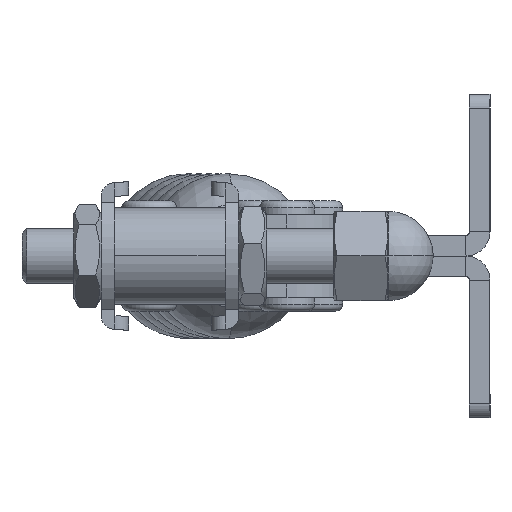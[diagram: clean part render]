
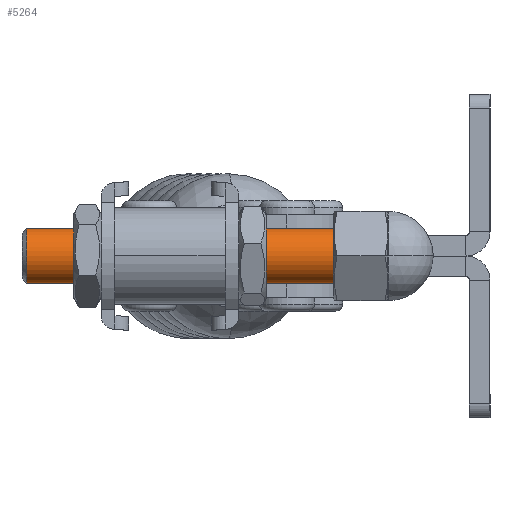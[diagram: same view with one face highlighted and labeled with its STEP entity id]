
A CAD part, left-side view. The second image highlights one B-rep face of the part: STEP entity #5264.
In plain terms, the highlighted cylindrical face has radius 4 mm (diameter 8 mm), a partial arc.
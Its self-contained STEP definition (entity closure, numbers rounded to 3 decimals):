
#2016 = EDGE_CURVE ( 'NONE', #25645, #25655, #28341, .T. ) ;
#2025 = EDGE_CURVE ( 'NONE', #25792, #25649, #28349, .T. ) ;
#2030 = EDGE_CURVE ( 'NONE', #25649, #25645, #28350, .T. ) ;
#2032 = EDGE_CURVE ( 'NONE', #25792, #25655, #28355, .T. ) ;
#4349 = AXIS2_PLACEMENT_3D ( 'NONE', #20299, #20300, #20301 ) ;
#4351 = AXIS2_PLACEMENT_3D ( 'NONE', #20313, #20314, #20315 ) ;
#5264 = ADVANCED_FACE ( 'NONE', ( #10749 ), #10756, .T. ) ;
#8521 = AXIS2_PLACEMENT_3D ( 'NONE', #13889, #13887, #13882 ) ;
#10749 = FACE_OUTER_BOUND ( 'NONE', #22628, .T. ) ;
#10756 = CYLINDRICAL_SURFACE ( 'NONE', #8521, 4. ) ;
#13882 = DIRECTION ( 'NONE',  ( 0., 0., 1. ) ) ;
#13887 = DIRECTION ( 'NONE',  ( -1., 0., 0. ) ) ;
#13889 = CARTESIAN_POINT ( 'NONE',  ( 68.5, 0., 0. ) ) ;
#20213 = CARTESIAN_POINT ( 'NONE',  ( 17.743, 0., -4. ) ) ;
#20217 = CARTESIAN_POINT ( 'NONE',  ( 67.824, 0., -4. ) ) ;
#20223 = CARTESIAN_POINT ( 'NONE',  ( 17.743, 0., 4. ) ) ;
#20280 = DIRECTION ( 'NONE',  ( -1., 0., 0. ) ) ;
#20299 = CARTESIAN_POINT ( 'NONE',  ( 17.743, 0., 0. ) ) ;
#20300 = DIRECTION ( 'NONE',  ( 1., 0., 0. ) ) ;
#20301 = DIRECTION ( 'NONE',  ( 0., 0., -1. ) ) ;
#20312 = CARTESIAN_POINT ( 'NONE',  ( 68.5, 0., -4. ) ) ;
#20313 = CARTESIAN_POINT ( 'NONE',  ( 67.824, 0., 0. ) ) ;
#20314 = DIRECTION ( 'NONE',  ( -1., 0., 0. ) ) ;
#20315 = DIRECTION ( 'NONE',  ( 0., 0., -1. ) ) ;
#20316 = DIRECTION ( 'NONE',  ( -1., 0., 0. ) ) ;
#20317 = CARTESIAN_POINT ( 'NONE',  ( 68.5, 0., 4. ) ) ;
#22628 = EDGE_LOOP ( 'NONE', ( #25276, #25278, #25291, #25190 ) ) ;
#23422 = CARTESIAN_POINT ( 'NONE',  ( 67.824, 0., 4. ) ) ;
#25190 = ORIENTED_EDGE ( 'NONE', *, *, #2032, .F. ) ;
#25276 = ORIENTED_EDGE ( 'NONE', *, *, #2025, .T. ) ;
#25278 = ORIENTED_EDGE ( 'NONE', *, *, #2030, .T. ) ;
#25291 = ORIENTED_EDGE ( 'NONE', *, *, #2016, .T. ) ;
#25645 = VERTEX_POINT ( 'NONE', #20213 ) ;
#25649 = VERTEX_POINT ( 'NONE', #20217 ) ;
#25655 = VERTEX_POINT ( 'NONE', #20223 ) ;
#25792 = VERTEX_POINT ( 'NONE', #23422 ) ;
#28341 = CIRCLE ( 'NONE', #4349, 4. ) ;
#28349 = CIRCLE ( 'NONE', #4351, 4. ) ;
#28350 = LINE ( 'NONE', #20312, #28356 ) ;
#28355 = LINE ( 'NONE', #20317, #28358 ) ;
#28356 = VECTOR ( 'NONE', #20316, 1000. ) ;
#28358 = VECTOR ( 'NONE', #20280, 1000. ) ;
